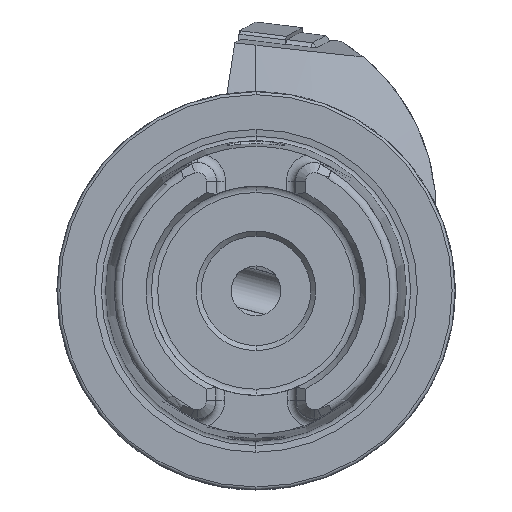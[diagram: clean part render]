
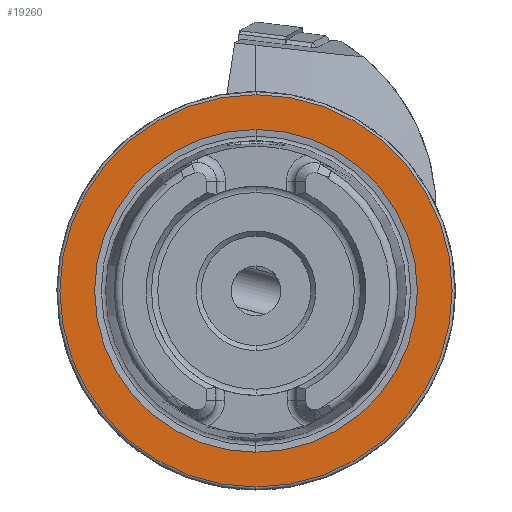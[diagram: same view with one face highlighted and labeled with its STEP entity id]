
A CAD part, left-side view. The second image highlights one B-rep face of the part: STEP entity #19260.
In plain terms, the highlighted planar face has unit normal (-1, 0, 0).
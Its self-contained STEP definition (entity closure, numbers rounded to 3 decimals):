
#480 = CARTESIAN_POINT ( 'NONE',  ( 0., 0., 0. ) ) ;
#869 = DIRECTION ( 'NONE',  ( -1., 0., 0. ) ) ;
#1347 = AXIS2_PLACEMENT_3D ( 'NONE', #19751, #9912, #21473 ) ;
#1391 = AXIS2_PLACEMENT_3D ( 'NONE', #480, #869, #16901 ) ;
#1440 = DIRECTION ( 'NONE',  ( -1., 0., 0. ) ) ;
#1653 = FACE_BOUND ( 'NONE', #22356, .T. ) ;
#1693 = DIRECTION ( 'NONE',  ( 0., 0., 1. ) ) ;
#1969 = ORIENTED_EDGE ( 'NONE', *, *, #21611, .T. ) ;
#2490 = VERTEX_POINT ( 'NONE', #25449 ) ;
#3680 = EDGE_CURVE ( 'NONE', #2490, #23417, #9955, .T. ) ;
#4830 = ORIENTED_EDGE ( 'NONE', *, *, #3680, .F. ) ;
#6383 = CARTESIAN_POINT ( 'NONE',  ( 0., 0., 0. ) ) ;
#6685 = AXIS2_PLACEMENT_3D ( 'NONE', #13736, #19882, #25784 ) ;
#7054 = VERTEX_POINT ( 'NONE', #17976 ) ;
#7229 = AXIS2_PLACEMENT_3D ( 'NONE', #11451, #7929, #7810 ) ;
#7569 = VERTEX_POINT ( 'NONE', #10909 ) ;
#7710 = PLANE ( 'NONE',  #6685 ) ;
#7810 = DIRECTION ( 'NONE',  ( 0., 0., 1. ) ) ;
#7929 = DIRECTION ( 'NONE',  ( -1., 0., 0. ) ) ;
#9280 = CIRCLE ( 'NONE', #1347, 19.7 ) ;
#9912 = DIRECTION ( 'NONE',  ( -1., 0., 0. ) ) ;
#9955 = CIRCLE ( 'NONE', #16270, 16.207 ) ;
#10909 = CARTESIAN_POINT ( 'NONE',  ( 0., 0., -19.7 ) ) ;
#11451 = CARTESIAN_POINT ( 'NONE',  ( 0., 0., 0. ) ) ;
#12226 = CIRCLE ( 'NONE', #7229, 19.7 ) ;
#12460 = CARTESIAN_POINT ( 'NONE',  ( 0., 0., -16.207 ) ) ;
#12578 = EDGE_CURVE ( 'NONE', #23417, #2490, #18564, .T. ) ;
#12779 = ORIENTED_EDGE ( 'NONE', *, *, #22064, .T. ) ;
#13736 = CARTESIAN_POINT ( 'NONE',  ( 0., 19.7, 0. ) ) ;
#16270 = AXIS2_PLACEMENT_3D ( 'NONE', #6383, #1440, #1693 ) ;
#16901 = DIRECTION ( 'NONE',  ( 0., 0., 1. ) ) ;
#17976 = CARTESIAN_POINT ( 'NONE',  ( 0., 0., 19.7 ) ) ;
#18455 = ORIENTED_EDGE ( 'NONE', *, *, #12578, .F. ) ;
#18564 = CIRCLE ( 'NONE', #1391, 16.207 ) ;
#19260 = ADVANCED_FACE ( 'NONE', ( #1653, #25652 ), #7710, .F. ) ;
#19751 = CARTESIAN_POINT ( 'NONE',  ( 0., 0., 0. ) ) ;
#19882 = DIRECTION ( 'NONE',  ( 1., 0., 0. ) ) ;
#21473 = DIRECTION ( 'NONE',  ( 0., 0., 1. ) ) ;
#21611 = EDGE_CURVE ( 'NONE', #7054, #7569, #9280, .T. ) ;
#22064 = EDGE_CURVE ( 'NONE', #7569, #7054, #12226, .T. ) ;
#22356 = EDGE_LOOP ( 'NONE', ( #4830, #18455 ) ) ;
#23417 = VERTEX_POINT ( 'NONE', #12460 ) ;
#25005 = EDGE_LOOP ( 'NONE', ( #1969, #12779 ) ) ;
#25449 = CARTESIAN_POINT ( 'NONE',  ( 0., 0., 16.207 ) ) ;
#25652 = FACE_OUTER_BOUND ( 'NONE', #25005, .T. ) ;
#25784 = DIRECTION ( 'NONE',  ( 0., 0., -1. ) ) ;
